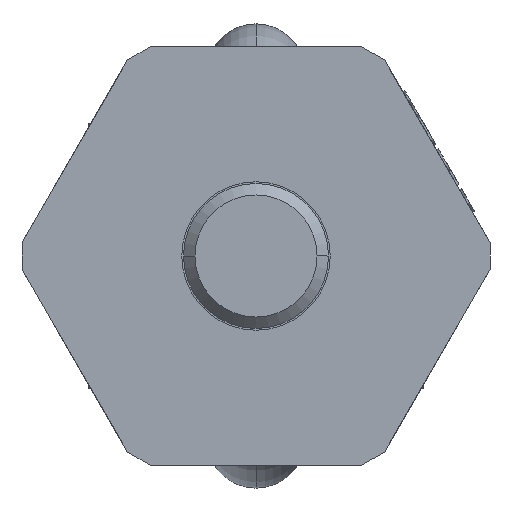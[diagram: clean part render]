
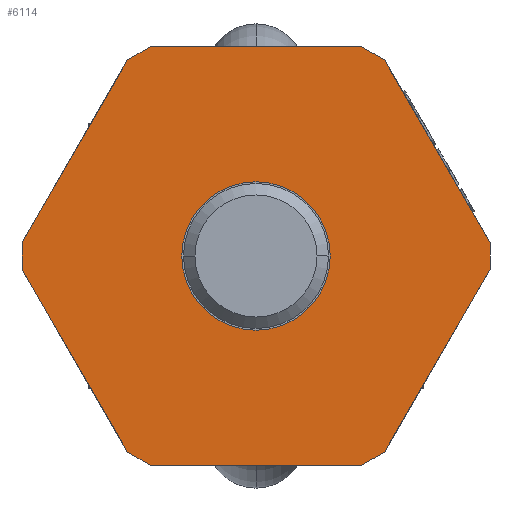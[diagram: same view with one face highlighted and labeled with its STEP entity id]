
A CAD part, front view. The second image highlights one B-rep face of the part: STEP entity #6114.
In plain terms, the highlighted face is planar.
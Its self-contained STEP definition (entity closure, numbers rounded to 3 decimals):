
#1=DIRECTION('',(0.,-1.,0.));
#2=VECTOR('',#1,3.479);
#3=CARTESIAN_POINT('',(-30.75,1.739,0.));
#4=LINE('',#3,#2);
#5=DIRECTION('',(0.5,-0.866,0.));
#6=VECTOR('',#5,27.737);
#7=CARTESIAN_POINT('',(-30.75,-1.739,0.));
#8=LINE('',#7,#6);
#9=DIRECTION('',(0.866,-0.5,0.));
#10=VECTOR('',#9,3.479);
#11=CARTESIAN_POINT('',(-16.881,-25.761,0.));
#12=LINE('',#11,#10);
#13=DIRECTION('',(1.,0.,0.));
#14=VECTOR('',#13,27.737);
#15=CARTESIAN_POINT('',(-13.869,-27.5,0.));
#16=LINE('',#15,#14);
#17=DIRECTION('',(0.866,0.5,0.));
#18=VECTOR('',#17,3.479);
#19=CARTESIAN_POINT('',(13.869,-27.5,0.));
#20=LINE('',#19,#18);
#21=DIRECTION('',(0.5,0.866,0.));
#22=VECTOR('',#21,27.737);
#23=CARTESIAN_POINT('',(16.881,-25.761,0.));
#24=LINE('',#23,#22);
#25=DIRECTION('',(0.,1.,0.));
#26=VECTOR('',#25,3.479);
#27=CARTESIAN_POINT('',(30.75,-1.739,0.));
#28=LINE('',#27,#26);
#29=DIRECTION('',(-0.5,0.866,0.));
#30=VECTOR('',#29,27.737);
#31=CARTESIAN_POINT('',(30.75,1.739,0.));
#32=LINE('',#31,#30);
#33=DIRECTION('',(-0.866,0.5,0.));
#34=VECTOR('',#33,3.479);
#35=CARTESIAN_POINT('',(16.881,25.761,0.));
#36=LINE('',#35,#34);
#37=DIRECTION('',(-1.,0.,0.));
#38=VECTOR('',#37,27.737);
#39=CARTESIAN_POINT('',(13.869,27.5,0.));
#40=LINE('',#39,#38);
#41=DIRECTION('',(-0.866,-0.5,0.));
#42=VECTOR('',#41,3.479);
#43=CARTESIAN_POINT('',(-13.869,27.5,0.));
#44=LINE('',#43,#42);
#45=DIRECTION('',(-0.5,-0.866,0.));
#46=VECTOR('',#45,27.737);
#47=CARTESIAN_POINT('',(-16.881,25.761,0.));
#48=LINE('',#47,#46);
#49=CARTESIAN_POINT('',(0.,0.,0.));
#50=DIRECTION('',(0.,0.,1.));
#51=DIRECTION('',(0.,1.,0.));
#52=AXIS2_PLACEMENT_3D('',#49,#50,#51);
#54=CARTESIAN_POINT('',(0.,0.,0.));
#55=DIRECTION('',(0.,0.,1.));
#56=DIRECTION('',(0.,-1.,0.));
#57=AXIS2_PLACEMENT_3D('',#54,#55,#56);
#4623=CARTESIAN_POINT('',(-30.75,1.739,0.));
#4624=CARTESIAN_POINT('',(-30.75,-1.739,0.));
#4625=VERTEX_POINT('',#4623);
#4626=VERTEX_POINT('',#4624);
#4627=CARTESIAN_POINT('',(30.75,-1.739,0.));
#4628=CARTESIAN_POINT('',(30.75,1.739,0.));
#4629=VERTEX_POINT('',#4627);
#4630=VERTEX_POINT('',#4628);
#4631=CARTESIAN_POINT('',(16.881,25.761,0.));
#4632=CARTESIAN_POINT('',(13.869,27.5,0.));
#4633=VERTEX_POINT('',#4631);
#4634=VERTEX_POINT('',#4632);
#4635=CARTESIAN_POINT('',(-16.881,-25.761,0.));
#4636=CARTESIAN_POINT('',(-13.869,-27.5,0.));
#4637=VERTEX_POINT('',#4635);
#4638=VERTEX_POINT('',#4636);
#4639=CARTESIAN_POINT('',(13.869,-27.5,0.));
#4640=CARTESIAN_POINT('',(16.881,-25.761,0.));
#4641=VERTEX_POINT('',#4639);
#4642=VERTEX_POINT('',#4640);
#4643=CARTESIAN_POINT('',(-13.869,27.5,0.));
#4644=CARTESIAN_POINT('',(-16.881,25.761,0.));
#4645=VERTEX_POINT('',#4643);
#4646=VERTEX_POINT('',#4644);
#4753=CARTESIAN_POINT('',(0.,9.75,0.));
#4754=CARTESIAN_POINT('',(0.,-9.75,0.));
#4755=VERTEX_POINT('',#4753);
#4756=VERTEX_POINT('',#4754);
#6077=CARTESIAN_POINT('',(0.,0.,0.));
#6078=DIRECTION('',(0.,0.,1.));
#6079=DIRECTION('',(1.,0.,0.));
#6080=AXIS2_PLACEMENT_3D('',#6077,#6078,#6079);
#6081=PLANE('',#6080);
#6083=ORIENTED_EDGE('',*,*,#6082,.T.);
#6085=ORIENTED_EDGE('',*,*,#6084,.T.);
#6087=ORIENTED_EDGE('',*,*,#6086,.T.);
#6089=ORIENTED_EDGE('',*,*,#6088,.T.);
#6091=ORIENTED_EDGE('',*,*,#6090,.T.);
#6093=ORIENTED_EDGE('',*,*,#6092,.T.);
#6095=ORIENTED_EDGE('',*,*,#6094,.T.);
#6097=ORIENTED_EDGE('',*,*,#6096,.T.);
#6099=ORIENTED_EDGE('',*,*,#6098,.T.);
#6101=ORIENTED_EDGE('',*,*,#6100,.T.);
#6103=ORIENTED_EDGE('',*,*,#6102,.T.);
#6105=ORIENTED_EDGE('',*,*,#6104,.T.);
#6106=EDGE_LOOP('',(#6083,#6085,#6087,#6089,#6091,#6093,#6095,#6097,#6099,#6101,
#6103,#6105));
#6107=FACE_OUTER_BOUND('',#6106,.F.);
#6109=ORIENTED_EDGE('',*,*,#6108,.F.);
#6111=ORIENTED_EDGE('',*,*,#6110,.F.);
#6112=EDGE_LOOP('',(#6109,#6111));
#6113=FACE_BOUND('',#6112,.F.);
#6114=ADVANCED_FACE('',(#6107,#6113),#6081,.F.);
#53=CIRCLE('',#52,9.75);
#58=CIRCLE('',#57,9.75);
#6082=EDGE_CURVE('',#4625,#4626,#4,.T.);
#6084=EDGE_CURVE('',#4626,#4637,#8,.T.);
#6086=EDGE_CURVE('',#4637,#4638,#12,.T.);
#6088=EDGE_CURVE('',#4638,#4641,#16,.T.);
#6090=EDGE_CURVE('',#4641,#4642,#20,.T.);
#6092=EDGE_CURVE('',#4642,#4629,#24,.T.);
#6094=EDGE_CURVE('',#4629,#4630,#28,.T.);
#6096=EDGE_CURVE('',#4630,#4633,#32,.T.);
#6098=EDGE_CURVE('',#4633,#4634,#36,.T.);
#6100=EDGE_CURVE('',#4634,#4645,#40,.T.);
#6102=EDGE_CURVE('',#4645,#4646,#44,.T.);
#6104=EDGE_CURVE('',#4646,#4625,#48,.T.);
#6108=EDGE_CURVE('',#4755,#4756,#53,.T.);
#6110=EDGE_CURVE('',#4756,#4755,#58,.T.);
